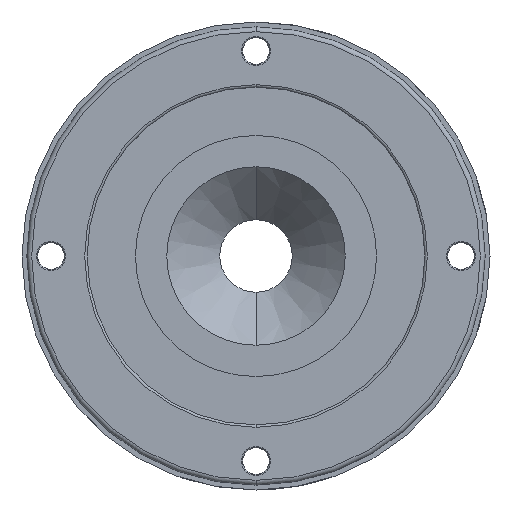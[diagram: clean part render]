
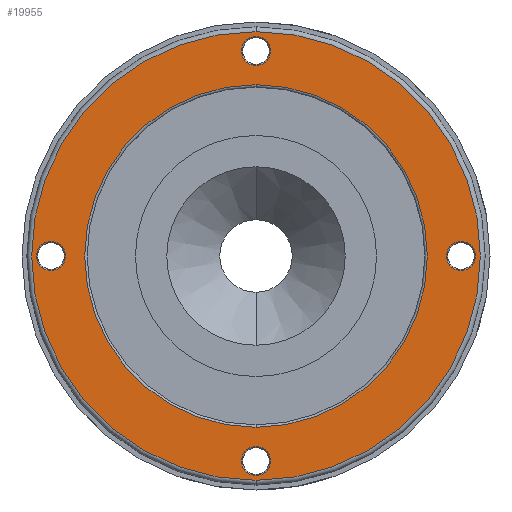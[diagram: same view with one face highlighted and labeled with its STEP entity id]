
A CAD part, front view. The second image highlights one B-rep face of the part: STEP entity #19955.
In plain terms, the highlighted planar face has unit normal (0, -1, 0).
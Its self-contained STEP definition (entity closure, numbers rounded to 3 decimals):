
#1 = EDGE_CURVE ( 'NONE', #18750, #21352, #9895, .T. ) ;
#16 = ORIENTED_EDGE ( 'NONE', *, *, #27171, .T. ) ;
#209 = DIRECTION ( 'NONE',  ( 0., 0., -1. ) ) ;
#266 = CARTESIAN_POINT ( 'NONE',  ( 0., 0., -42.5 ) ) ;
#989 = CARTESIAN_POINT ( 'NONE',  ( 0., 0., 0. ) ) ;
#1140 = DIRECTION ( 'NONE',  ( 0., -1., 0. ) ) ;
#1246 = CARTESIAN_POINT ( 'NONE',  ( 0., 0., -42.5 ) ) ;
#1725 = ORIENTED_EDGE ( 'NONE', *, *, #23300, .T. ) ;
#1737 = EDGE_CURVE ( 'NONE', #25916, #10995, #22618, .T. ) ;
#2110 = FACE_OUTER_BOUND ( 'NONE', #23004, .T. ) ;
#3614 = DIRECTION ( 'NONE',  ( 0., 0., -1. ) ) ;
#3819 = EDGE_LOOP ( 'NONE', ( #27828, #16 ) ) ;
#3864 = CARTESIAN_POINT ( 'NONE',  ( 0., 0., -35.5 ) ) ;
#4095 = ORIENTED_EDGE ( 'NONE', *, *, #18611, .T. ) ;
#4101 = EDGE_LOOP ( 'NONE', ( #4848, #16797 ) ) ;
#4235 = CIRCLE ( 'NONE', #21421, 3. ) ;
#4241 = AXIS2_PLACEMENT_3D ( 'NONE', #15610, #24654, #3614 ) ;
#4835 = CIRCLE ( 'NONE', #15670, 3. ) ;
#4848 = ORIENTED_EDGE ( 'NONE', *, *, #1737, .T. ) ;
#5890 = CARTESIAN_POINT ( 'NONE',  ( 42.5, 0., 0. ) ) ;
#6730 = VERTEX_POINT ( 'NONE', #13948 ) ;
#7169 = ORIENTED_EDGE ( 'NONE', *, *, #8529, .T. ) ;
#7333 = DIRECTION ( 'NONE',  ( 0., 0., -1. ) ) ;
#7443 = CARTESIAN_POINT ( 'NONE',  ( -42.5, 0., -3. ) ) ;
#7484 = EDGE_CURVE ( 'NONE', #10995, #25916, #4835, .T. ) ;
#7714 = AXIS2_PLACEMENT_3D ( 'NONE', #19488, #9949, #23654 ) ;
#8088 = VERTEX_POINT ( 'NONE', #7443 ) ;
#8365 = CARTESIAN_POINT ( 'NONE',  ( 0., 0., 42.5 ) ) ;
#8393 = AXIS2_PLACEMENT_3D ( 'NONE', #8365, #29261, #10663 ) ;
#8529 = EDGE_CURVE ( 'NONE', #18931, #20756, #26496, .T. ) ;
#8534 = CARTESIAN_POINT ( 'NONE',  ( -42.5, 0., 3. ) ) ;
#8856 = AXIS2_PLACEMENT_3D ( 'NONE', #1246, #29431, #17891 ) ;
#9686 = DIRECTION ( 'NONE',  ( 0., 0., -1. ) ) ;
#9895 = CIRCLE ( 'NONE', #14372, 35.5 ) ;
#9949 = DIRECTION ( 'NONE',  ( 0., -1., 0. ) ) ;
#10288 = CARTESIAN_POINT ( 'NONE',  ( 0., 0., -39.5 ) ) ;
#10628 = CIRCLE ( 'NONE', #28310, 3. ) ;
#10663 = DIRECTION ( 'NONE',  ( 0., 0., -1. ) ) ;
#10905 = CARTESIAN_POINT ( 'NONE',  ( 0., 0., 35.5 ) ) ;
#10995 = VERTEX_POINT ( 'NONE', #10288 ) ;
#11504 = DIRECTION ( 'NONE',  ( 0., 1., 0. ) ) ;
#11578 = VERTEX_POINT ( 'NONE', #8534 ) ;
#11964 = CARTESIAN_POINT ( 'NONE',  ( -42.5, 0., 0. ) ) ;
#12325 = CARTESIAN_POINT ( 'NONE',  ( 42.5, 0., 3. ) ) ;
#12819 = DIRECTION ( 'NONE',  ( 0., 1., 0. ) ) ;
#13274 = ORIENTED_EDGE ( 'NONE', *, *, #19296, .T. ) ;
#13689 = FACE_BOUND ( 'NONE', #4101, .T. ) ;
#13948 = CARTESIAN_POINT ( 'NONE',  ( 0., 0., 45.5 ) ) ;
#14067 = AXIS2_PLACEMENT_3D ( 'NONE', #28231, #11504, #25926 ) ;
#14372 = AXIS2_PLACEMENT_3D ( 'NONE', #26881, #28887, #15086 ) ;
#14536 = VERTEX_POINT ( 'NONE', #12325 ) ;
#14717 = ORIENTED_EDGE ( 'NONE', *, *, #21584, .T. ) ;
#15086 = DIRECTION ( 'NONE',  ( 0., 0., -1. ) ) ;
#15276 = ORIENTED_EDGE ( 'NONE', *, *, #1, .T. ) ;
#15610 = CARTESIAN_POINT ( 'NONE',  ( 42.5, 0., 0. ) ) ;
#15670 = AXIS2_PLACEMENT_3D ( 'NONE', #266, #26136, #9686 ) ;
#15695 = DIRECTION ( 'NONE',  ( 0., -1., 0. ) ) ;
#15940 = DIRECTION ( 'NONE',  ( 0., 0., -1. ) ) ;
#16305 = FACE_BOUND ( 'NONE', #27053, .T. ) ;
#16461 = AXIS2_PLACEMENT_3D ( 'NONE', #29745, #22552, #15940 ) ;
#16572 = CARTESIAN_POINT ( 'NONE',  ( 0., 0., -46.5 ) ) ;
#16576 = DIRECTION ( 'NONE',  ( 0., 1., 0. ) ) ;
#16797 = ORIENTED_EDGE ( 'NONE', *, *, #7484, .T. ) ;
#17488 = CARTESIAN_POINT ( 'NONE',  ( 42.5, 0., -3. ) ) ;
#17891 = DIRECTION ( 'NONE',  ( 0., 0., -1. ) ) ;
#17928 = CARTESIAN_POINT ( 'NONE',  ( 0., 0., -45.5 ) ) ;
#18611 = EDGE_CURVE ( 'NONE', #11578, #8088, #23824, .T. ) ;
#18750 = VERTEX_POINT ( 'NONE', #3864 ) ;
#18824 = CARTESIAN_POINT ( 'NONE',  ( 0., 0., 46.5 ) ) ;
#18923 = EDGE_CURVE ( 'NONE', #30427, #6730, #23865, .T. ) ;
#18931 = VERTEX_POINT ( 'NONE', #16572 ) ;
#18997 = CIRCLE ( 'NONE', #27842, 46.5 ) ;
#19184 = DIRECTION ( 'NONE',  ( 0., 1., 0. ) ) ;
#19296 = EDGE_CURVE ( 'NONE', #14536, #23445, #26329, .T. ) ;
#19488 = CARTESIAN_POINT ( 'NONE',  ( 0., 0., 0. ) ) ;
#19492 = DIRECTION ( 'NONE',  ( 0., 0., -1. ) ) ;
#19955 = ADVANCED_FACE ( 'NONE', ( #16305, #23355, #13689, #22910, #30108, #2110 ), #29804, .T. ) ;
#20756 = VERTEX_POINT ( 'NONE', #18824 ) ;
#21352 = VERTEX_POINT ( 'NONE', #10905 ) ;
#21421 = AXIS2_PLACEMENT_3D ( 'NONE', #11964, #19184, #209 ) ;
#21584 = EDGE_CURVE ( 'NONE', #8088, #11578, #4235, .T. ) ;
#22280 = CARTESIAN_POINT ( 'NONE',  ( 0., 0., 39.5 ) ) ;
#22552 = DIRECTION ( 'NONE',  ( 0., 1., 0. ) ) ;
#22618 = CIRCLE ( 'NONE', #8856, 3. ) ;
#22656 = AXIS2_PLACEMENT_3D ( 'NONE', #27939, #16576, #7333 ) ;
#22908 = CARTESIAN_POINT ( 'NONE',  ( 0., 0., 0. ) ) ;
#22910 = FACE_BOUND ( 'NONE', #3819, .T. ) ;
#23004 = EDGE_LOOP ( 'NONE', ( #7169, #1725 ) ) ;
#23037 = EDGE_CURVE ( 'NONE', #23445, #14536, #10628, .T. ) ;
#23300 = EDGE_CURVE ( 'NONE', #20756, #18931, #18997, .T. ) ;
#23355 = FACE_BOUND ( 'NONE', #27676, .T. ) ;
#23445 = VERTEX_POINT ( 'NONE', #17488 ) ;
#23654 = DIRECTION ( 'NONE',  ( 0., 0., -1. ) ) ;
#23749 = EDGE_LOOP ( 'NONE', ( #28884, #13274 ) ) ;
#23824 = CIRCLE ( 'NONE', #16461, 3. ) ;
#23865 = CIRCLE ( 'NONE', #14067, 3. ) ;
#24654 = DIRECTION ( 'NONE',  ( 0., 1., 0. ) ) ;
#24782 = DIRECTION ( 'NONE',  ( 0., 0., -1. ) ) ;
#25037 = AXIS2_PLACEMENT_3D ( 'NONE', #989, #1140, #19492 ) ;
#25055 = DIRECTION ( 'NONE',  ( 0., 0., -1. ) ) ;
#25916 = VERTEX_POINT ( 'NONE', #17928 ) ;
#25926 = DIRECTION ( 'NONE',  ( 0., 0., -1. ) ) ;
#26058 = CIRCLE ( 'NONE', #22656, 35.5 ) ;
#26136 = DIRECTION ( 'NONE',  ( 0., 1., 0. ) ) ;
#26329 = CIRCLE ( 'NONE', #4241, 3. ) ;
#26496 = CIRCLE ( 'NONE', #25037, 46.5 ) ;
#26550 = CIRCLE ( 'NONE', #8393, 3. ) ;
#26881 = CARTESIAN_POINT ( 'NONE',  ( 0., 0., 0. ) ) ;
#26938 = EDGE_CURVE ( 'NONE', #21352, #18750, #26058, .T. ) ;
#27053 = EDGE_LOOP ( 'NONE', ( #15276, #27835 ) ) ;
#27171 = EDGE_CURVE ( 'NONE', #6730, #30427, #26550, .T. ) ;
#27676 = EDGE_LOOP ( 'NONE', ( #14717, #4095 ) ) ;
#27828 = ORIENTED_EDGE ( 'NONE', *, *, #18923, .T. ) ;
#27835 = ORIENTED_EDGE ( 'NONE', *, *, #26938, .T. ) ;
#27842 = AXIS2_PLACEMENT_3D ( 'NONE', #22908, #15695, #25055 ) ;
#27939 = CARTESIAN_POINT ( 'NONE',  ( 0., 0., 0. ) ) ;
#28231 = CARTESIAN_POINT ( 'NONE',  ( 0., 0., 42.5 ) ) ;
#28310 = AXIS2_PLACEMENT_3D ( 'NONE', #5890, #12819, #24782 ) ;
#28884 = ORIENTED_EDGE ( 'NONE', *, *, #23037, .T. ) ;
#28887 = DIRECTION ( 'NONE',  ( 0., 1., 0. ) ) ;
#29261 = DIRECTION ( 'NONE',  ( 0., 1., 0. ) ) ;
#29431 = DIRECTION ( 'NONE',  ( 0., 1., 0. ) ) ;
#29745 = CARTESIAN_POINT ( 'NONE',  ( -42.5, 0., 0. ) ) ;
#29804 = PLANE ( 'NONE',  #7714 ) ;
#30108 = FACE_BOUND ( 'NONE', #23749, .T. ) ;
#30427 = VERTEX_POINT ( 'NONE', #22280 ) ;
